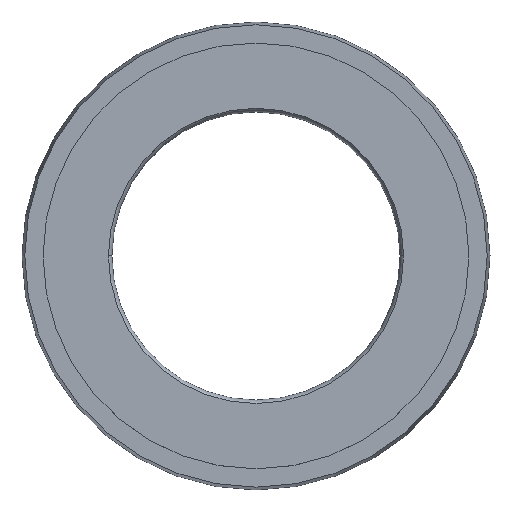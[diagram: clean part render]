
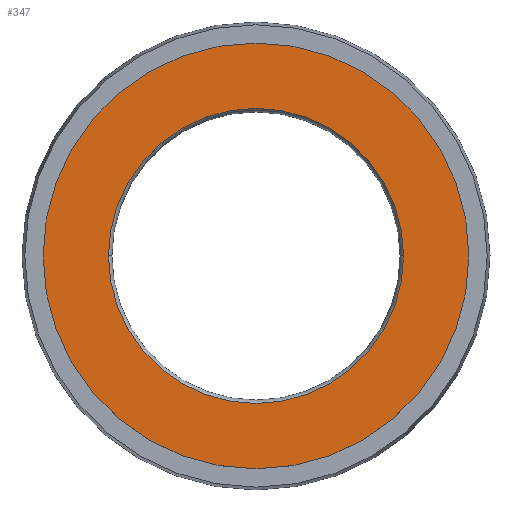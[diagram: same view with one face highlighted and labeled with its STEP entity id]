
A CAD part, top view. The second image highlights one B-rep face of the part: STEP entity #347.
In plain terms, the highlighted planar face has unit normal (0, 0, 1).
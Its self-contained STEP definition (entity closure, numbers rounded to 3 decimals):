
#16 = ORIENTED_EDGE ( 'NONE', *, *, #612, .T. ) ;
#26 = VERTEX_POINT ( 'NONE', #331 ) ;
#27 = VERTEX_POINT ( 'NONE', #336 ) ;
#42 = DIRECTION ( 'NONE',  ( 1., 0., 0. ) ) ;
#49 = DIRECTION ( 'NONE',  ( 1., 0., 0. ) ) ;
#72 = PLANE ( 'NONE',  #269 ) ;
#74 = EDGE_LOOP ( 'NONE', ( #433, #497 ) ) ;
#98 = AXIS2_PLACEMENT_3D ( 'NONE', #538, #344, #49 ) ;
#111 = CIRCLE ( 'NONE', #242, 15.15 ) ;
#117 = EDGE_CURVE ( 'NONE', #26, #27, #233, .T. ) ;
#133 = CIRCLE ( 'NONE', #345, 15.15 ) ;
#139 = CARTESIAN_POINT ( 'NONE',  ( 15.15, 0., 0. ) ) ;
#164 = FACE_OUTER_BOUND ( 'NONE', #573, .T. ) ;
#198 = DIRECTION ( 'NONE',  ( 0., 0., 1. ) ) ;
#218 = FACE_BOUND ( 'NONE', #74, .T. ) ;
#220 = DIRECTION ( 'NONE',  ( -1., 0., 0. ) ) ;
#233 = CIRCLE ( 'NONE', #98, 10.5 ) ;
#242 = AXIS2_PLACEMENT_3D ( 'NONE', #587, #290, #42 ) ;
#257 = CARTESIAN_POINT ( 'NONE',  ( -15.15, 0., 0. ) ) ;
#266 = CARTESIAN_POINT ( 'NONE',  ( 0., 0., 0. ) ) ;
#267 = DIRECTION ( 'NONE',  ( 0., 0., -1. ) ) ;
#269 = AXIS2_PLACEMENT_3D ( 'NONE', #266, #267, #220 ) ;
#290 = DIRECTION ( 'NONE',  ( 0., 0., 1. ) ) ;
#331 = CARTESIAN_POINT ( 'NONE',  ( 10.5, 0., 0. ) ) ;
#336 = CARTESIAN_POINT ( 'NONE',  ( -10.5, 0., 0. ) ) ;
#344 = DIRECTION ( 'NONE',  ( 0., 0., 1. ) ) ;
#345 = AXIS2_PLACEMENT_3D ( 'NONE', #549, #539, #390 ) ;
#346 = CARTESIAN_POINT ( 'NONE',  ( 0., 0., 0. ) ) ;
#347 = ADVANCED_FACE ( 'NONE', ( #218, #164 ), #72, .F. ) ;
#378 = VERTEX_POINT ( 'NONE', #257 ) ;
#390 = DIRECTION ( 'NONE',  ( 1., 0., 0. ) ) ;
#433 = ORIENTED_EDGE ( 'NONE', *, *, #117, .F. ) ;
#446 = AXIS2_PLACEMENT_3D ( 'NONE', #346, #198, #546 ) ;
#450 = CIRCLE ( 'NONE', #446, 10.5 ) ;
#464 = ORIENTED_EDGE ( 'NONE', *, *, #466, .T. ) ;
#466 = EDGE_CURVE ( 'NONE', #378, #527, #111, .T. ) ;
#497 = ORIENTED_EDGE ( 'NONE', *, *, #626, .F. ) ;
#527 = VERTEX_POINT ( 'NONE', #139 ) ;
#538 = CARTESIAN_POINT ( 'NONE',  ( 0., 0., 0. ) ) ;
#539 = DIRECTION ( 'NONE',  ( 0., 0., 1. ) ) ;
#546 = DIRECTION ( 'NONE',  ( 1., 0., 0. ) ) ;
#549 = CARTESIAN_POINT ( 'NONE',  ( 0., 0., 0. ) ) ;
#573 = EDGE_LOOP ( 'NONE', ( #16, #464 ) ) ;
#587 = CARTESIAN_POINT ( 'NONE',  ( 0., 0., 0. ) ) ;
#612 = EDGE_CURVE ( 'NONE', #527, #378, #133, .T. ) ;
#626 = EDGE_CURVE ( 'NONE', #27, #26, #450, .T. ) ;
